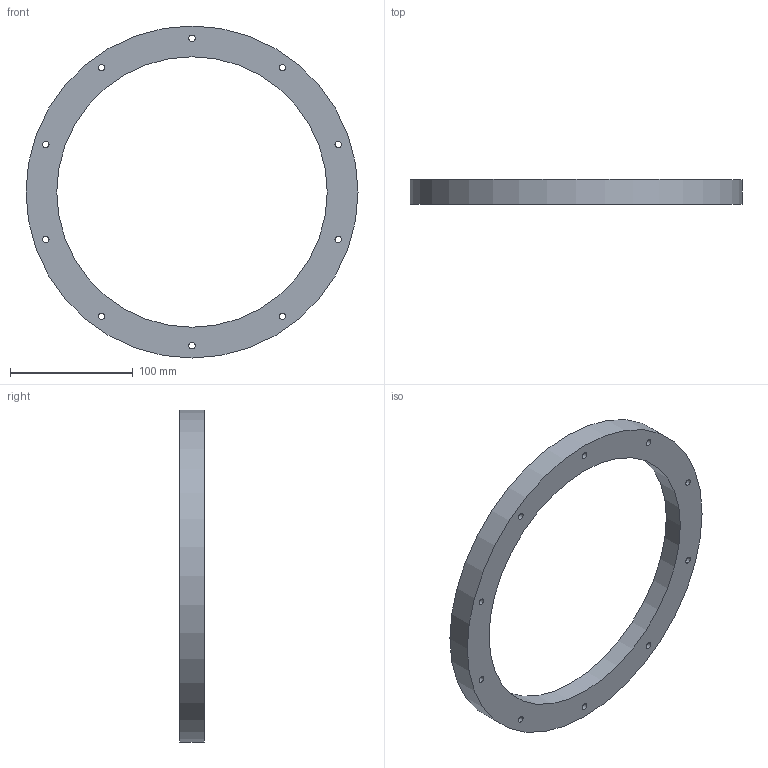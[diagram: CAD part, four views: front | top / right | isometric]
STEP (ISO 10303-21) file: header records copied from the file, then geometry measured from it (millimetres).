
FILE_DESCRIPTION(/* description */ (''),/* implementation_level */ '2;1');
FILE_NAME(/* name */ 'GlassBottomRing.stp',/* time_stamp */ '2025-07-03T12:47:31-04:00',/* author */ ('mumin'),/* organization */ (''),/* preprocessor_version */ 'ST-DEVELOPER v20',/* originating_system */ 'Autodesk Inventor 2025',/* authorisation */ '');
FILE_SCHEMA (('AUTOMOTIVE_DESIGN { 1 0 10303 214 3 1 1 }'));
Length unit declared in the file: millimetre
Products named in the file (1): GlassBottomRing
Bounding box: 270 x 20 x 270 mm (x, y, z)
Volume: 350831.5 mm3; surface area: 72742.5 mm2
Topology: 1 solids, 1 shells, 250 faces, 684 edges, 456 vertices
Faces by surface type: plane 128, bspline 109, cylinder 13
Full cylindrical faces by diameter (mm): 5.2 x10, 220 x1, 241 x1, 270 x1
Entity records: 8845 total; most frequent: CARTESIAN_POINT 3138, ORIENTED_EDGE 1368, DIRECTION 776, EDGE_CURVE 684, VERTEX_POINT 456, LINE 440, VECTOR 440, EDGE_LOOP 292
